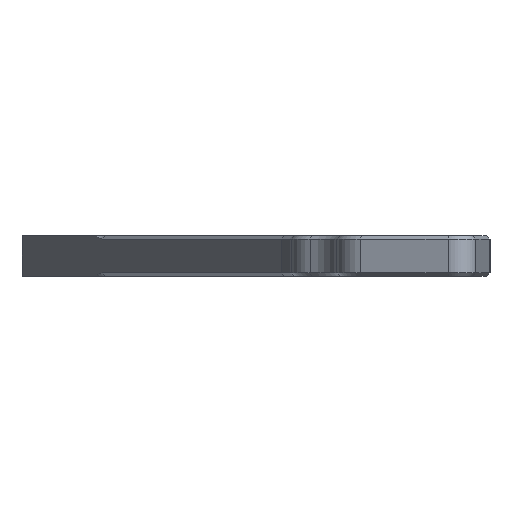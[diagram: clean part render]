
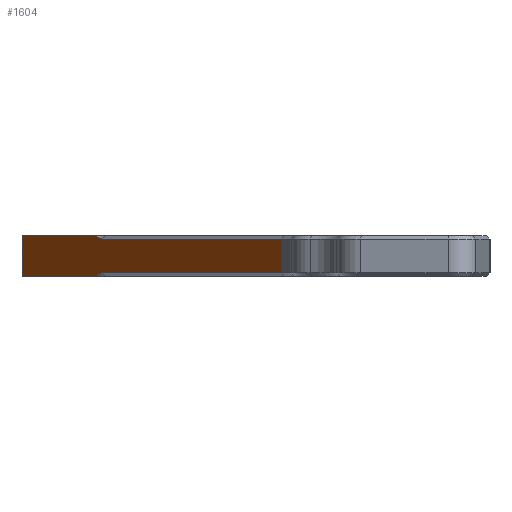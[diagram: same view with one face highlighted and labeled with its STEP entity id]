
A CAD part, left-side view. The second image highlights one B-rep face of the part: STEP entity #1604.
In plain terms, the highlighted planar face has unit normal (-0.5, 0.866, 0).
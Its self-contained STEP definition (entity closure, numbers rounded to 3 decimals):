
#179=PLANE('',#1780);
#242=FACE_OUTER_BOUND('',#350,.T.);
#350=EDGE_LOOP('',(#1340,#1341,#1342,#1343,#1344,#1345,#1346,#1347));
#405=LINE('',#2406,#553);
#463=LINE('',#2633,#611);
#481=LINE('',#2718,#629);
#496=LINE('',#2767,#644);
#497=LINE('',#2769,#645);
#498=LINE('',#2782,#646);
#553=VECTOR('',#1847,10.);
#611=VECTOR('',#2031,10.);
#629=VECTOR('',#2097,10.);
#644=VECTOR('',#2156,10.);
#645=VECTOR('',#2157,10.);
#646=VECTOR('',#2158,10.);
#699=B_SPLINE_CURVE_WITH_KNOTS('',3,(#2350,#2351,#2352,#2353,#2354,#2355,
#2356,#2357,#2358,#2359,#2360,#2361),.UNSPECIFIED.,.F.,.F.,(4,2,2,2,2,4),
(-0.198,-0.189,-0.178,-0.155,
-0.058,0.),.UNSPECIFIED.);
#706=B_SPLINE_CURVE_WITH_KNOTS('',3,(#2770,#2771,#2772,#2773,#2774,#2775,
#2776,#2777,#2778,#2779,#2780,#2781),.UNSPECIFIED.,.F.,.F.,(4,2,2,2,2,4),
(-0.183,-0.115,-0.049,-0.023,
-0.009,0.),.UNSPECIFIED.);
#707=VERTEX_POINT('',#2348);
#708=VERTEX_POINT('',#2349);
#713=VERTEX_POINT('',#2405);
#786=VERTEX_POINT('',#2631);
#787=VERTEX_POINT('',#2632);
#826=VERTEX_POINT('',#2716);
#838=VERTEX_POINT('',#2766);
#839=VERTEX_POINT('',#2768);
#851=EDGE_CURVE('',#707,#708,#699,.T.);
#857=EDGE_CURVE('',#708,#713,#405,.T.);
#956=EDGE_CURVE('',#786,#787,#463,.T.);
#998=EDGE_CURVE('',#826,#707,#481,.T.);
#1022=EDGE_CURVE('',#826,#838,#496,.T.);
#1023=EDGE_CURVE('',#839,#838,#497,.T.);
#1024=EDGE_CURVE('',#787,#839,#706,.T.);
#1025=EDGE_CURVE('',#713,#786,#498,.T.);
#1340=ORIENTED_EDGE('',*,*,#998,.F.);
#1341=ORIENTED_EDGE('',*,*,#1022,.T.);
#1342=ORIENTED_EDGE('',*,*,#1023,.F.);
#1343=ORIENTED_EDGE('',*,*,#1024,.F.);
#1344=ORIENTED_EDGE('',*,*,#956,.F.);
#1345=ORIENTED_EDGE('',*,*,#1025,.F.);
#1346=ORIENTED_EDGE('',*,*,#857,.F.);
#1347=ORIENTED_EDGE('',*,*,#851,.F.);
#1604=ADVANCED_FACE('',(#242),#179,.T.);
#1780=AXIS2_PLACEMENT_3D('',#2765,#2154,#2155);
#1847=DIRECTION('',(0.866,0.5,0.));
#2031=DIRECTION('',(-0.866,-0.5,0.));
#2097=DIRECTION('',(0.866,0.5,0.));
#2154=DIRECTION('center_axis',(-0.5,0.866,0.));
#2155=DIRECTION('ref_axis',(-0.866,-0.5,0.));
#2156=DIRECTION('',(0.,0.,1.));
#2157=DIRECTION('',(-0.866,-0.5,0.));
#2158=DIRECTION('',(0.,0.,1.));
#2348=CARTESIAN_POINT('',(-21.201,-28.54,0.5));
#2349=CARTESIAN_POINT('',(-19.699,-27.673,0.));
#2350=CARTESIAN_POINT('Ctrl Pts',(-21.201,-28.54,0.5));
#2351=CARTESIAN_POINT('Ctrl Pts',(-21.18,-28.528,0.5));
#2352=CARTESIAN_POINT('Ctrl Pts',(-21.158,-28.515,0.5));
#2353=CARTESIAN_POINT('Ctrl Pts',(-21.111,-28.488,0.498));
#2354=CARTESIAN_POINT('Ctrl Pts',(-21.085,-28.473,0.497));
#2355=CARTESIAN_POINT('Ctrl Pts',(-21.002,-28.425,0.492));
#2356=CARTESIAN_POINT('Ctrl Pts',(-20.946,-28.393,0.486));
#2357=CARTESIAN_POINT('Ctrl Pts',(-20.653,-28.224,0.443));
#2358=CARTESIAN_POINT('Ctrl Pts',(-20.417,-28.087,0.369));
#2359=CARTESIAN_POINT('Ctrl Pts',(-20.,-27.847,0.174));
#2360=CARTESIAN_POINT('Ctrl Pts',(-19.846,-27.758,0.089));
#2361=CARTESIAN_POINT('Ctrl Pts',(-19.699,-27.673,0.));
#2405=CARTESIAN_POINT('',(-0.75,-16.733,0.));
#2406=CARTESIAN_POINT('',(-67.09,-55.034,0.));
#2631=CARTESIAN_POINT('',(-0.75,-16.733,6.));
#2632=CARTESIAN_POINT('',(-19.699,-27.673,6.));
#2633=CARTESIAN_POINT('',(-67.09,-55.034,6.));
#2716=CARTESIAN_POINT('',(-67.09,-55.034,0.5));
#2718=CARTESIAN_POINT('',(-37.801,-38.124,0.5));
#2765=CARTESIAN_POINT('Origin',(-21.201,-28.54,0.));
#2766=CARTESIAN_POINT('',(-67.09,-55.034,5.5));
#2767=CARTESIAN_POINT('',(-67.09,-55.034,0.));
#2768=CARTESIAN_POINT('',(-21.201,-28.54,5.5));
#2769=CARTESIAN_POINT('',(-37.801,-38.124,5.5));
#2770=CARTESIAN_POINT('Ctrl Pts',(-19.699,-27.673,6.));
#2771=CARTESIAN_POINT('Ctrl Pts',(-19.871,-27.772,5.896));
#2772=CARTESIAN_POINT('Ctrl Pts',(-20.053,-27.877,5.798));
#2773=CARTESIAN_POINT('Ctrl Pts',(-20.412,-28.084,5.64));
#2774=CARTESIAN_POINT('Ctrl Pts',(-20.592,-28.188,5.579));
#2775=CARTESIAN_POINT('Ctrl Pts',(-20.854,-28.34,5.526));
#2776=CARTESIAN_POINT('Ctrl Pts',(-20.93,-28.384,5.515));
#2777=CARTESIAN_POINT('Ctrl Pts',(-21.045,-28.45,5.505));
#2778=CARTESIAN_POINT('Ctrl Pts',(-21.083,-28.472,5.503));
#2779=CARTESIAN_POINT('Ctrl Pts',(-21.148,-28.509,5.5));
#2780=CARTESIAN_POINT('Ctrl Pts',(-21.174,-28.525,5.5));
#2781=CARTESIAN_POINT('Ctrl Pts',(-21.201,-28.54,5.5));
#2782=CARTESIAN_POINT('',(-0.75,-16.733,0.));
